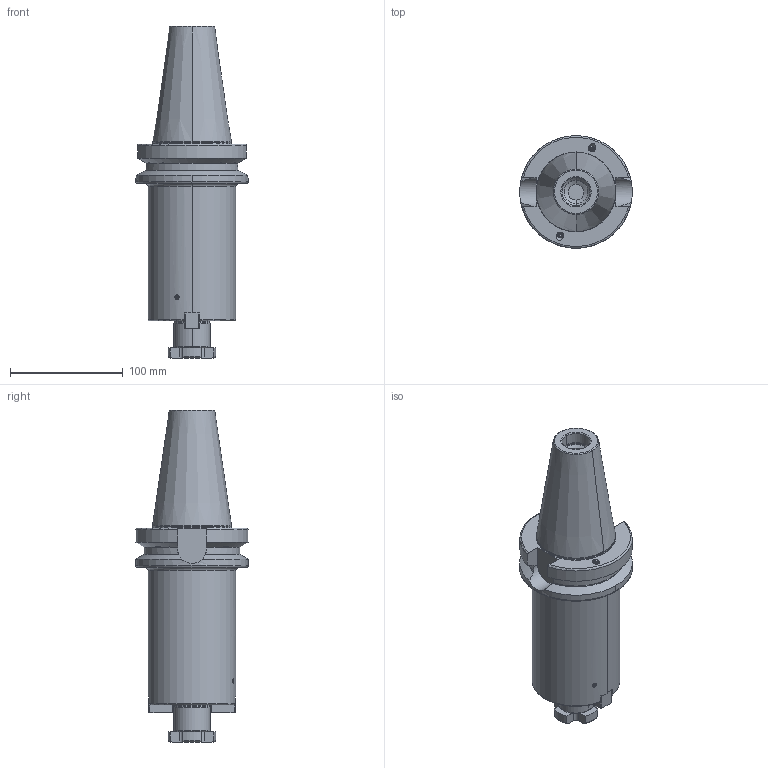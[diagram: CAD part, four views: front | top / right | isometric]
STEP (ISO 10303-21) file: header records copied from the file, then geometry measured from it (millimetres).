
FILE_DESCRIPTION((''),'2;1');
FILE_NAME('506_11_32_2','2020-09-24T',('101107'),(''),'CREO PARAMETRIC BY PTC INC, 2016260','CREO PARAMETRIC BY PTC INC, 2016260','');
FILE_SCHEMA(('CONFIG_CONTROL_DESIGN'));
Length unit declared in the file: millimetre
Products named in the file (1): 506_11_32_2
Bounding box: 100 x 100 x 294.8 mm (x, y, z)
Volume: 1018362.5 mm3; surface area: 102460.5 mm2
Topology: 1 solids, 11 shells, 356 faces, 824 edges, 482 vertices
Faces by surface type: plane 106, cone 100, cylinder 100, torus 42, sphere 8
Entity records: 10710 total; most frequent: CARTESIAN_POINT 2617, DIRECTION 1778, ORIENTED_EDGE 1608, EDGE_CURVE 804, AXIS2_PLACEMENT_3D 707, VERTEX_POINT 482, EDGE_LOOP 384, VECTOR 364
